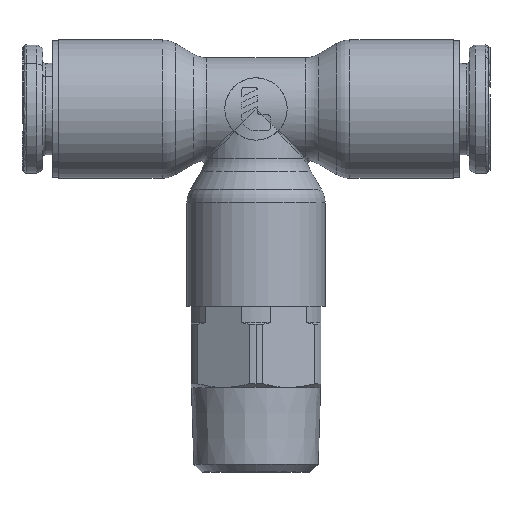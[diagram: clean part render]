
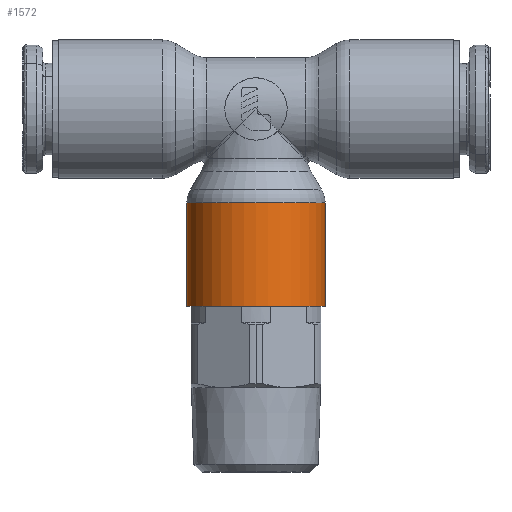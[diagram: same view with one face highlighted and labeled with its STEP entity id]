
A CAD part, top view. The second image highlights one B-rep face of the part: STEP entity #1572.
In plain terms, the highlighted cylindrical face has radius 5.325 mm (diameter 10.65 mm), a partial arc.
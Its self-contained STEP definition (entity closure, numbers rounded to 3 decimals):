
#1572=ADVANCED_FACE('',(#4323),#4324,.T.);
#4323=FACE_OUTER_BOUND('',#8500,.T.);
#4324=CYLINDRICAL_SURFACE('',#8501,5.325);
#8500=EDGE_LOOP('',(#16264,#16265,#16266,#16267));
#8501=AXIS2_PLACEMENT_3D('',#16268,#16269,#16270);
#16264=ORIENTED_EDGE('',*,*,#27752,.T.);
#16265=ORIENTED_EDGE('',*,*,#27753,.T.);
#16266=ORIENTED_EDGE('',*,*,#27754,.T.);
#16267=ORIENTED_EDGE('',*,*,#27755,.T.);
#16268=CARTESIAN_POINT('',(0.0,0.76,0.0));
#16269=DIRECTION('',(0.0,1.0,-0.0));
#16270=DIRECTION('',(-1.0,0.0,0.0));
#27752=EDGE_CURVE('',#32719,#32720,#32721,.T.);
#27753=EDGE_CURVE('',#32720,#32722,#32723,.T.);
#27754=EDGE_CURVE('',#32722,#32724,#32725,.T.);
#27755=EDGE_CURVE('',#32724,#32719,#32726,.T.);
#32719=VERTEX_POINT('',#39948);
#32720=VERTEX_POINT('',#39949);
#32721=LINE('',#39950,#39951);
#32722=VERTEX_POINT('',#39952);
#32723=CIRCLE('',#39953,5.325);
#32724=VERTEX_POINT('',#39954);
#32725=LINE('',#39955,#39956);
#32726=CIRCLE('',#39957,5.325);
#39948=CARTESIAN_POINT('',(-5.325,-7.236,0.0));
#39949=CARTESIAN_POINT('',(-5.325,-15.2,0.0));
#39950=CARTESIAN_POINT('',(-5.325,-11.218,0.));
#39951=VECTOR('',#52624,1.0);
#39952=CARTESIAN_POINT('',(5.325,-15.2,0.));
#39953=AXIS2_PLACEMENT_3D('',#52625,#52626,#52627);
#39954=CARTESIAN_POINT('',(5.325,-7.236,0.));
#39955=CARTESIAN_POINT('',(5.325,-11.218,0.));
#39956=VECTOR('',#52628,1.0);
#39957=AXIS2_PLACEMENT_3D('',#52629,#52630,#52631);
#52624=DIRECTION('',(-0.0,-1.0,-0.0));
#52625=CARTESIAN_POINT('',(0.0,-15.2,0.0));
#52626=DIRECTION('',(-0.0,1.0,0.0));
#52627=DIRECTION('',(1.0,0.0,0.0));
#52628=DIRECTION('',(0.0,1.0,-0.0));
#52629=CARTESIAN_POINT('',(0.0,-7.236,0.0));
#52630=DIRECTION('',(0.0,-1.0,0.0));
#52631=DIRECTION('',(1.0,0.0,0.0));
